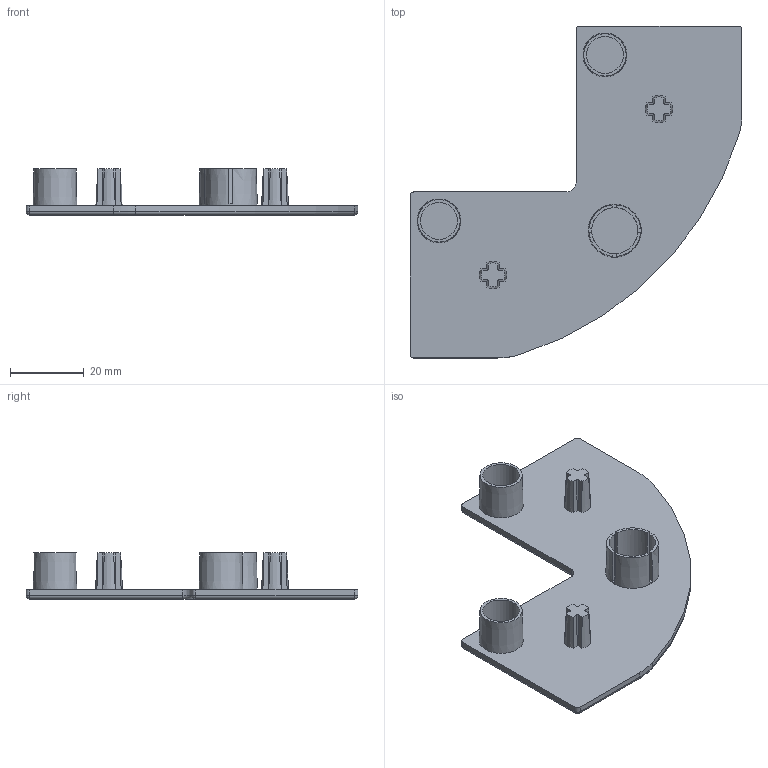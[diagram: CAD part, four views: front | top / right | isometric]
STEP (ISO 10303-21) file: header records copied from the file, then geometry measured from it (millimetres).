
FILE_DESCRIPTION(/* description */ ('TAPPO 90X90 NERO RAGGIATO'),/* implementation_level */ '2;1');
FILE_NAME(/* name */ 'DTPTR0000186.stp',/* time_stamp */ '2022-07-07T10:45:43+02:00',/* author */ ('tecnico7'),/* organization */ (''),/* preprocessor_version */ 'ST-DEVELOPER v18.1',/* originating_system */ 'Autodesk Inventor 2022',/* authorisation */ '');
FILE_SCHEMA (('AUTOMOTIVE_DESIGN { 1 0 10303 214 3 1 1 }'));
Length unit declared in the file: millimetre
Products named in the file (1): DTPTR0000186
Bounding box: 90 x 90 x 12.5 mm (x, y, z)
Volume: 13429.7 mm3; surface area: 12897.8 mm2
Topology: 1 solids, 1 shells, 91 faces, 228 edges, 146 vertices
Faces by surface type: plane 47, cone 19, cylinder 17, torus 4, sphere 4
Full cylindrical faces by diameter (mm): 10 x2, 12.5 x1
Entity records: 2759 total; most frequent: CARTESIAN_POINT 498, DIRECTION 490, ORIENTED_EDGE 456, EDGE_CURVE 228, AXIS2_PLACEMENT_3D 186, VERTEX_POINT 146, LINE 118, VECTOR 118
